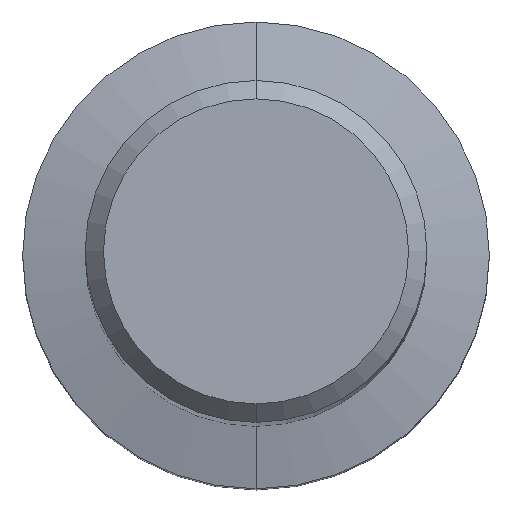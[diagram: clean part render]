
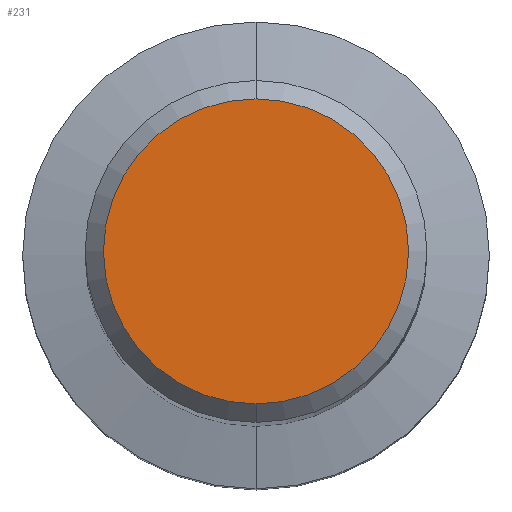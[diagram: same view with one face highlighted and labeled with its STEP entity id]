
A CAD part, top view. The second image highlights one B-rep face of the part: STEP entity #231.
In plain terms, the highlighted planar face has unit normal (0, 0, 1).
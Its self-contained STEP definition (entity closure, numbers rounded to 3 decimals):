
#165=VERTEX_POINT('',#369);
#217=EDGE_CURVE('',#219,#165,#426,.T.);
#219=VERTEX_POINT('',#428);
#231=ADVANCED_FACE('',(#441),#442,.T.);
#289=EDGE_CURVE('',#165,#219,#508,.T.);
#369=CARTESIAN_POINT('',(0.,-4.15,0.0));
#426=CIRCLE('',#667,4.15);
#428=CARTESIAN_POINT('',(0.0,4.15,0.0));
#441=FACE_OUTER_BOUND('',#687,.T.);
#442=PLANE('',#688);
#508=CIRCLE('',#778,4.15);
#667=AXIS2_PLACEMENT_3D('',#922,#923,#924);
#687=EDGE_LOOP('',(#939,#940));
#688=AXIS2_PLACEMENT_3D('',#941,#942,#943);
#778=AXIS2_PLACEMENT_3D('',#1032,#1033,#1034);
#922=CARTESIAN_POINT('',(0.0,0.0,0.0));
#923=DIRECTION('',(0.0,0.0,-1.0));
#924=DIRECTION('',(0.0,1.0,0.0));
#939=ORIENTED_EDGE('',*,*,#217,.F.);
#940=ORIENTED_EDGE('',*,*,#289,.F.);
#941=CARTESIAN_POINT('',(0.0,2.075,0.0));
#942=DIRECTION('',(-0.0,0.0,1.0));
#943=DIRECTION('',(0.0,-1.0,0.0));
#1032=CARTESIAN_POINT('',(0.0,0.0,0.0));
#1033=DIRECTION('',(0.0,0.0,-1.0));
#1034=DIRECTION('',(0.0,1.0,0.0));
